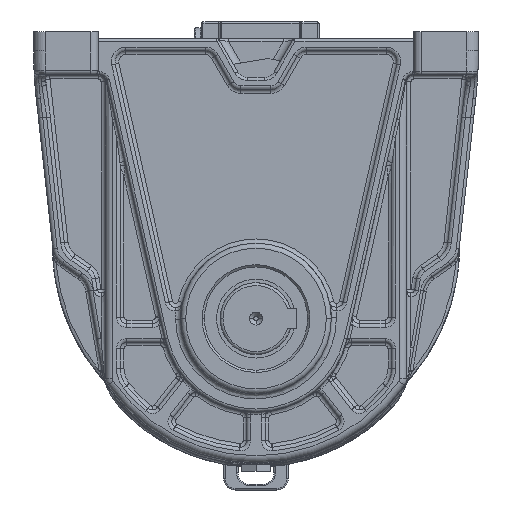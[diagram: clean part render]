
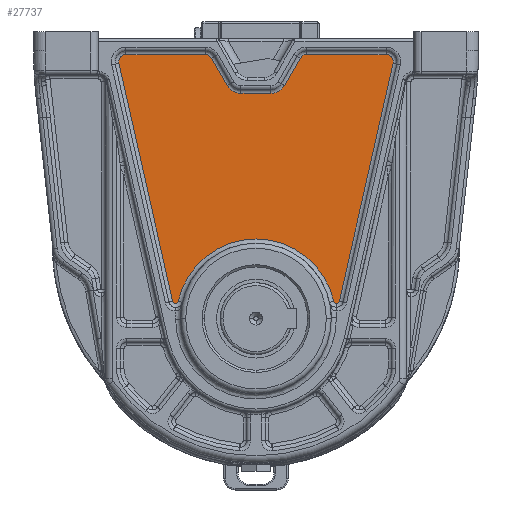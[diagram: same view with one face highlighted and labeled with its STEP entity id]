
A CAD part, front view. The second image highlights one B-rep face of the part: STEP entity #27737.
In plain terms, the highlighted planar face has unit normal (0, -1, 0).
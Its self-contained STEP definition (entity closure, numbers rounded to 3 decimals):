
#68 = CIRCLE ( 'NONE', #49378, 2. ) ;
#575 = ORIENTED_EDGE ( 'NONE', *, *, #23745, .F. ) ;
#676 = VERTEX_POINT ( 'NONE', #29250 ) ;
#809 = VECTOR ( 'NONE', #36285, 1000. ) ;
#1832 = ORIENTED_EDGE ( 'NONE', *, *, #58297, .F. ) ;
#2393 = CARTESIAN_POINT ( 'NONE',  ( -90.629, -9., 133. ) ) ;
#3014 = CARTESIAN_POINT ( 'NONE',  ( 95.506, -9., 126.899 ) ) ;
#3130 = EDGE_CURVE ( 'NONE', #30157, #14017, #51174, .T. ) ;
#4340 = CARTESIAN_POINT ( 'NONE',  ( -54.175, -9., -38.943 ) ) ;
#4734 = VERTEX_POINT ( 'NONE', #12550 ) ;
#5091 = VERTEX_POINT ( 'NONE', #36766 ) ;
#5549 = EDGE_CURVE ( 'NONE', #21709, #33726, #32735, .T. ) ;
#6198 = DIRECTION ( 'NONE',  ( 0.975, 0., -0.22 ) ) ;
#6213 = VERTEX_POINT ( 'NONE', #2393 ) ;
#6711 = CARTESIAN_POINT ( 'NONE',  ( 0., -9., -51. ) ) ;
#7591 = ORIENTED_EDGE ( 'NONE', *, *, #28627, .F. ) ;
#7818 = CARTESIAN_POINT ( 'NONE',  ( 90.629, -9., 128. ) ) ;
#8092 = VERTEX_POINT ( 'NONE', #22433 ) ;
#8632 = CARTESIAN_POINT ( 'NONE',  ( 0., -9., 0. ) ) ;
#9759 = AXIS2_PLACEMENT_3D ( 'NONE', #6711, #50506, #45135 ) ;
#9923 = DIRECTION ( 'NONE',  ( 1., 0., 0. ) ) ;
#11739 = DIRECTION ( 'NONE',  ( 1., 0., 0. ) ) ;
#12550 = CARTESIAN_POINT ( 'NONE',  ( 30.877, -9., 130.5 ) ) ;
#14007 = LINE ( 'NONE', #14361, #809 ) ;
#14017 = VERTEX_POINT ( 'NONE', #4340 ) ;
#14027 = FACE_OUTER_BOUND ( 'NONE', #69557, .T. ) ;
#14361 = CARTESIAN_POINT ( 'NONE',  ( -58.078, -9., -38.949 ) ) ;
#15083 = CARTESIAN_POINT ( 'NONE',  ( 56.127, -9., -40.509 ) ) ;
#16133 = DIRECTION ( 'NONE',  ( 0., 1., 0. ) ) ;
#16588 = DIRECTION ( 'NONE',  ( 0., 0., -1. ) ) ;
#16782 = ORIENTED_EDGE ( 'NONE', *, *, #59930, .F. ) ;
#16794 = EDGE_CURVE ( 'NONE', #28001, #46854, #58880, .T. ) ;
#17067 = DIRECTION ( 'NONE',  ( 0., 1., 0. ) ) ;
#17330 = CIRCLE ( 'NONE', #24186, 5. ) ;
#17701 = DIRECTION ( 'NONE',  ( 0., 1., 0. ) ) ;
#17815 = EDGE_CURVE ( 'NONE', #46854, #30157, #42965, .T. ) ;
#17988 = VERTEX_POINT ( 'NONE', #30241 ) ;
#18853 = DIRECTION ( 'NONE',  ( -0.22, 0., -0.975 ) ) ;
#20644 = ORIENTED_EDGE ( 'NONE', *, *, #17815, .F. ) ;
#21709 = VERTEX_POINT ( 'NONE', #25565 ) ;
#21792 = ORIENTED_EDGE ( 'NONE', *, *, #54047, .F. ) ;
#21853 = AXIS2_PLACEMENT_3D ( 'NONE', #48897, #60010, #16588 ) ;
#22433 = CARTESIAN_POINT ( 'NONE',  ( -95.506, -9., 126.899 ) ) ;
#23024 = CIRCLE ( 'NONE', #63084, 11. ) ;
#23745 = EDGE_CURVE ( 'NONE', #8092, #6213, #48664, .T. ) ;
#24026 = EDGE_CURVE ( 'NONE', #17988, #27746, #55548, .T. ) ;
#24169 = CARTESIAN_POINT ( 'NONE',  ( 95.506, -9., 126.899 ) ) ;
#24186 = AXIS2_PLACEMENT_3D ( 'NONE', #7818, #29054, #67386 ) ;
#24490 = ORIENTED_EDGE ( 'NONE', *, *, #63384, .F. ) ;
#25326 = ORIENTED_EDGE ( 'NONE', *, *, #5549, .F. ) ;
#25565 = CARTESIAN_POINT ( 'NONE',  ( -30.997, -9., 130.5 ) ) ;
#25641 = AXIS2_PLACEMENT_3D ( 'NONE', #27279, #16133, #33022 ) ;
#26743 = CIRCLE ( 'NONE', #35897, 5. ) ;
#27077 = CARTESIAN_POINT ( 'NONE',  ( -58.078, -9., -38.949 ) ) ;
#27279 = CARTESIAN_POINT ( 'NONE',  ( -35.327, -9., 128. ) ) ;
#27737 = ADVANCED_FACE ( 'NONE', ( #14027 ), #52788, .T. ) ;
#27746 = VERTEX_POINT ( 'NONE', #30922 ) ;
#28001 = VERTEX_POINT ( 'NONE', #56339 ) ;
#28627 = EDGE_CURVE ( 'NONE', #4734, #17988, #26743, .T. ) ;
#28977 = CARTESIAN_POINT ( 'NONE',  ( -10.501, -9., 106. ) ) ;
#29054 = DIRECTION ( 'NONE',  ( 0., 1., 0. ) ) ;
#29250 = CARTESIAN_POINT ( 'NONE',  ( -10.501, -9., 106. ) ) ;
#30157 = VERTEX_POINT ( 'NONE', #48060 ) ;
#30241 = CARTESIAN_POINT ( 'NONE',  ( 35.207, -9., 133. ) ) ;
#30444 = VECTOR ( 'NONE', #11739, 1000. ) ;
#30922 = CARTESIAN_POINT ( 'NONE',  ( 90.629, -9., 133. ) ) ;
#31668 = DIRECTION ( 'NONE',  ( 0.5, 0., -0.866 ) ) ;
#32251 = CARTESIAN_POINT ( 'NONE',  ( 35.207, -9., 133. ) ) ;
#32443 = AXIS2_PLACEMENT_3D ( 'NONE', #8632, #47414, #63542 ) ;
#32569 = LINE ( 'NONE', #32911, #55037 ) ;
#32735 = LINE ( 'NONE', #70366, #33103 ) ;
#32911 = CARTESIAN_POINT ( 'NONE',  ( -90.629, -9., 133. ) ) ;
#33022 = DIRECTION ( 'NONE',  ( 0., 0., 1. ) ) ;
#33103 = VECTOR ( 'NONE', #31668, 1000. ) ;
#33726 = VERTEX_POINT ( 'NONE', #68463 ) ;
#34529 = CARTESIAN_POINT ( 'NONE',  ( -10.501, -9., 117. ) ) ;
#35179 = EDGE_CURVE ( 'NONE', #676, #57832, #40085, .T. ) ;
#35268 = DIRECTION ( 'NONE',  ( 0.976, 0., -0.217 ) ) ;
#35474 = VECTOR ( 'NONE', #18853, 1000. ) ;
#35897 = AXIS2_PLACEMENT_3D ( 'NONE', #60747, #66819, #55743 ) ;
#36285 = DIRECTION ( 'NONE',  ( -0.22, 0., 0.975 ) ) ;
#36609 = DIRECTION ( 'NONE',  ( 0., 1., 0. ) ) ;
#36766 = CARTESIAN_POINT ( 'NONE',  ( 19.907, -9., 111.5 ) ) ;
#37638 = VERTEX_POINT ( 'NONE', #27077 ) ;
#40085 = LINE ( 'NONE', #28977, #30444 ) ;
#41164 = EDGE_CURVE ( 'NONE', #5091, #4734, #70628, .T. ) ;
#41389 = EDGE_CURVE ( 'NONE', #14017, #37638, #68, .T. ) ;
#42436 = ORIENTED_EDGE ( 'NONE', *, *, #24026, .F. ) ;
#42965 = CIRCLE ( 'NONE', #48697, 2. ) ;
#44371 = CARTESIAN_POINT ( 'NONE',  ( -56.127, -9., -38.509 ) ) ;
#44438 = DIRECTION ( 'NONE',  ( 1., 0., 0. ) ) ;
#44633 = ORIENTED_EDGE ( 'NONE', *, *, #56161, .F. ) ;
#45135 = DIRECTION ( 'NONE',  ( 0.976, 0., 0.217 ) ) ;
#46116 = EDGE_CURVE ( 'NONE', #51481, #21709, #56580, .T. ) ;
#46409 = AXIS2_PLACEMENT_3D ( 'NONE', #55051, #17701, #50013 ) ;
#46854 = VERTEX_POINT ( 'NONE', #15083 ) ;
#47414 = DIRECTION ( 'NONE',  ( 0., -1., 0. ) ) ;
#47734 = CARTESIAN_POINT ( 'NONE',  ( -35.327, -9., 133. ) ) ;
#48060 = CARTESIAN_POINT ( 'NONE',  ( 54.175, -9., -38.943 ) ) ;
#48664 = CIRCLE ( 'NONE', #46409, 5. ) ;
#48697 = AXIS2_PLACEMENT_3D ( 'NONE', #70800, #66132, #6198 ) ;
#48897 = CARTESIAN_POINT ( 'NONE',  ( 10.381, -9., 117. ) ) ;
#49378 = AXIS2_PLACEMENT_3D ( 'NONE', #44371, #17067, #35268 ) ;
#50013 = DIRECTION ( 'NONE',  ( -0.975, 0., -0.22 ) ) ;
#50506 = DIRECTION ( 'NONE',  ( 0., -1., 0. ) ) ;
#51174 = CIRCLE ( 'NONE', #9759, 55.5 ) ;
#51481 = VERTEX_POINT ( 'NONE', #47734 ) ;
#52788 = PLANE ( 'NONE',  #32443 ) ;
#53076 = DIRECTION ( 'NONE',  ( 0.5, 0., 0.866 ) ) ;
#53201 = AXIS2_PLACEMENT_3D ( 'NONE', #59207, #36609, #53475 ) ;
#53475 = DIRECTION ( 'NONE',  ( 0.975, 0., -0.22 ) ) ;
#53774 = ORIENTED_EDGE ( 'NONE', *, *, #41164, .F. ) ;
#53811 = ORIENTED_EDGE ( 'NONE', *, *, #16794, .F. ) ;
#54047 = EDGE_CURVE ( 'NONE', #37638, #8092, #14007, .T. ) ;
#54162 = CARTESIAN_POINT ( 'NONE',  ( 19.907, -9., 111.5 ) ) ;
#55037 = VECTOR ( 'NONE', #9923, 1000. ) ;
#55051 = CARTESIAN_POINT ( 'NONE',  ( -90.629, -9., 128. ) ) ;
#55125 = ORIENTED_EDGE ( 'NONE', *, *, #35179, .F. ) ;
#55548 = LINE ( 'NONE', #32251, #67814 ) ;
#55743 = DIRECTION ( 'NONE',  ( -0.866, 0., 0.5 ) ) ;
#56161 = EDGE_CURVE ( 'NONE', #70246, #28001, #67975, .T. ) ;
#56339 = CARTESIAN_POINT ( 'NONE',  ( 58.078, -9., -38.949 ) ) ;
#56580 = CIRCLE ( 'NONE', #25641, 5. ) ;
#57377 = CIRCLE ( 'NONE', #21853, 11. ) ;
#57454 = DIRECTION ( 'NONE',  ( 0., -1., 0. ) ) ;
#57820 = EDGE_CURVE ( 'NONE', #57832, #5091, #57377, .T. ) ;
#57832 = VERTEX_POINT ( 'NONE', #60711 ) ;
#58297 = EDGE_CURVE ( 'NONE', #27746, #70246, #17330, .T. ) ;
#58880 = CIRCLE ( 'NONE', #53201, 2. ) ;
#59144 = ORIENTED_EDGE ( 'NONE', *, *, #46116, .F. ) ;
#59207 = CARTESIAN_POINT ( 'NONE',  ( 56.127, -9., -38.509 ) ) ;
#59677 = VECTOR ( 'NONE', #53076, 1000. ) ;
#59930 = EDGE_CURVE ( 'NONE', #33726, #676, #23024, .T. ) ;
#60010 = DIRECTION ( 'NONE',  ( 0., -1., 0. ) ) ;
#60711 = CARTESIAN_POINT ( 'NONE',  ( 10.381, -9., 106. ) ) ;
#60747 = CARTESIAN_POINT ( 'NONE',  ( 35.207, -9., 128. ) ) ;
#61599 = ORIENTED_EDGE ( 'NONE', *, *, #57820, .F. ) ;
#61747 = ORIENTED_EDGE ( 'NONE', *, *, #41389, .F. ) ;
#62828 = DIRECTION ( 'NONE',  ( -0.866, 0., -0.5 ) ) ;
#63084 = AXIS2_PLACEMENT_3D ( 'NONE', #34529, #57454, #62828 ) ;
#63384 = EDGE_CURVE ( 'NONE', #6213, #51481, #32569, .T. ) ;
#63542 = DIRECTION ( 'NONE',  ( 0., 0., -1. ) ) ;
#66132 = DIRECTION ( 'NONE',  ( 0., 1., 0. ) ) ;
#66269 = ORIENTED_EDGE ( 'NONE', *, *, #3130, .F. ) ;
#66819 = DIRECTION ( 'NONE',  ( 0., 1., 0. ) ) ;
#67386 = DIRECTION ( 'NONE',  ( 0., 0., 1. ) ) ;
#67814 = VECTOR ( 'NONE', #44438, 1000. ) ;
#67975 = LINE ( 'NONE', #3014, #35474 ) ;
#68463 = CARTESIAN_POINT ( 'NONE',  ( -20.027, -9., 111.5 ) ) ;
#69557 = EDGE_LOOP ( 'NONE', ( #575, #21792, #61747, #66269, #20644, #53811, #44633, #1832, #42436, #7591, #53774, #61599, #55125, #16782, #25326, #59144, #24490 ) ) ;
#70246 = VERTEX_POINT ( 'NONE', #24169 ) ;
#70366 = CARTESIAN_POINT ( 'NONE',  ( -30.997, -9., 130.5 ) ) ;
#70628 = LINE ( 'NONE', #54162, #59677 ) ;
#70800 = CARTESIAN_POINT ( 'NONE',  ( 56.127, -9., -38.509 ) ) ;
